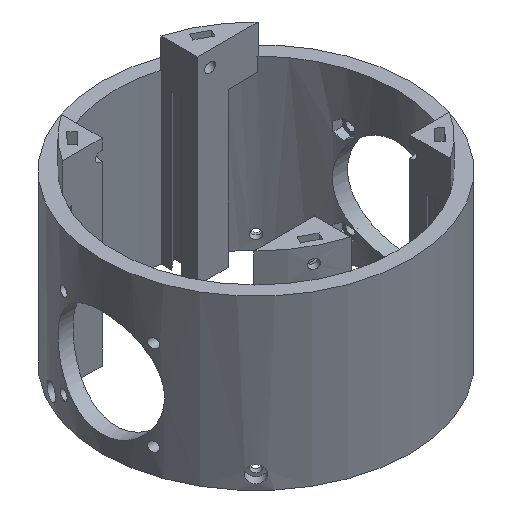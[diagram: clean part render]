
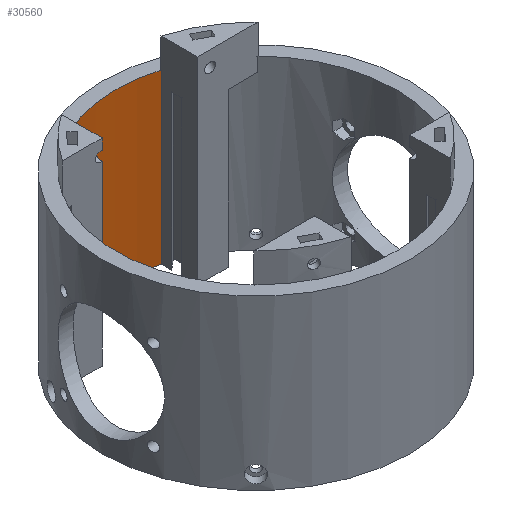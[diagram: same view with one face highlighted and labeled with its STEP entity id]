
A CAD part, isometric view. The second image highlights one B-rep face of the part: STEP entity #30560.
In plain terms, the highlighted cylindrical face has radius 50 mm (diameter 100 mm), a partial arc.
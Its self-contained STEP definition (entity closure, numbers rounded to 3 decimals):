
#5658 = PLANE('',#5659);
#5659 = AXIS2_PLACEMENT_3D('',#5660,#5661,#5662);
#5660 = CARTESIAN_POINT('',(0.,0.,0.));
#5661 = DIRECTION('',(0.,0.,-1.));
#5662 = DIRECTION('',(1.,0.,0.));
#5711 = PLANE('',#5712);
#5712 = AXIS2_PLACEMENT_3D('',#5713,#5714,#5715);
#5713 = CARTESIAN_POINT('',(0.,0.,60.));
#5714 = DIRECTION('',(0.,0.,1.));
#5715 = DIRECTION('',(1.,0.,0.));
#25984 = VERTEX_POINT('',#25985);
#25985 = CARTESIAN_POINT('',(-27.9,41.492,60.));
#26016 = EDGE_CURVE('',#25984,#26017,#26019,.T.);
#26017 = VERTEX_POINT('',#26018);
#26018 = CARTESIAN_POINT('',(14.1,47.971,60.));
#26019 = SURFACE_CURVE('',#26020,(#26025,#26036),.PCURVE_S1.);
#26020 = CIRCLE('',#26021,50.);
#26021 = AXIS2_PLACEMENT_3D('',#26022,#26023,#26024);
#26022 = CARTESIAN_POINT('',(0.,0.,60.));
#26023 = DIRECTION('',(0.,0.,-1.));
#26024 = DIRECTION('',(1.,0.,0.));
#26025 = PCURVE('',#5711,#26026);
#26026 = DEFINITIONAL_REPRESENTATION('',(#26027),#26035);
#26027 = ( BOUNDED_CURVE() B_SPLINE_CURVE(2,(#26028,#26029,#26030,#26031
    ,#26032,#26033,#26034),.UNSPECIFIED.,.F.,.F.) 
B_SPLINE_CURVE_WITH_KNOTS((1,2,2,2,2,1),(-2.094,0.,
    2.094,4.189,6.283,8.378),
.UNSPECIFIED.) CURVE() GEOMETRIC_REPRESENTATION_ITEM() 
RATIONAL_B_SPLINE_CURVE((1.,0.5,1.,0.5,1.,0.5,1.)) REPRESENTATION_ITEM(
  '') );
#26028 = CARTESIAN_POINT('',(50.,0.));
#26029 = CARTESIAN_POINT('',(50.,-86.603));
#26030 = CARTESIAN_POINT('',(-25.,-43.301));
#26031 = CARTESIAN_POINT('',(-100.,0.));
#26032 = CARTESIAN_POINT('',(-25.,43.301));
#26033 = CARTESIAN_POINT('',(50.,86.603));
#26034 = CARTESIAN_POINT('',(50.,0.));
#26035 = ( GEOMETRIC_REPRESENTATION_CONTEXT(2) 
PARAMETRIC_REPRESENTATION_CONTEXT() REPRESENTATION_CONTEXT('2D SPACE',''
  ) );
#26036 = PCURVE('',#26037,#26042);
#26037 = CYLINDRICAL_SURFACE('',#26038,50.);
#26038 = AXIS2_PLACEMENT_3D('',#26039,#26040,#26041);
#26039 = CARTESIAN_POINT('',(0.,0.,100.));
#26040 = DIRECTION('',(0.,0.,-1.));
#26041 = DIRECTION('',(1.,0.,0.));
#26042 = DEFINITIONAL_REPRESENTATION('',(#26043),#26047);
#26043 = LINE('',#26044,#26045);
#26044 = CARTESIAN_POINT('',(0.,40.));
#26045 = VECTOR('',#26046,1.);
#26046 = DIRECTION('',(1.,0.));
#26047 = ( GEOMETRIC_REPRESENTATION_CONTEXT(2) 
PARAMETRIC_REPRESENTATION_CONTEXT() REPRESENTATION_CONTEXT('2D SPACE',''
  ) );
#26064 = PLANE('',#26065);
#26065 = AXIS2_PLACEMENT_3D('',#26066,#26067,#26068);
#26066 = CARTESIAN_POINT('',(14.1,48.,60.));
#26067 = DIRECTION('',(-1.,0.,0.));
#26068 = DIRECTION('',(0.,0.,-1.));
#26832 = PLANE('',#26833);
#26833 = AXIS2_PLACEMENT_3D('',#26834,#26835,#26836);
#26834 = CARTESIAN_POINT('',(-27.9,36.06,0.));
#26835 = DIRECTION('',(-1.,0.,0.));
#26836 = DIRECTION('',(0.,0.,-1.));
#26980 = VERTEX_POINT('',#26981);
#26981 = CARTESIAN_POINT('',(-21.057,45.35,0.)
  );
#26995 = PLANE('',#26996);
#26996 = AXIS2_PLACEMENT_3D('',#26997,#26998,#26999);
#26997 = CARTESIAN_POINT('',(-24.1,45.35,0.));
#26998 = DIRECTION('',(0.,1.,0.));
#26999 = DIRECTION('',(1.,0.,0.));
#27007 = EDGE_CURVE('',#26980,#27008,#27010,.T.);
#27008 = VERTEX_POINT('',#27009);
#27009 = CARTESIAN_POINT('',(14.1,47.971,
    0.));
#27010 = SURFACE_CURVE('',#27011,(#27016,#27023),.PCURVE_S1.);
#27011 = CIRCLE('',#27012,50.);
#27012 = AXIS2_PLACEMENT_3D('',#27013,#27014,#27015);
#27013 = CARTESIAN_POINT('',(0.,0.,0.));
#27014 = DIRECTION('',(0.,0.,-1.));
#27015 = DIRECTION('',(1.,0.,0.));
#27016 = PCURVE('',#5658,#27017);
#27017 = DEFINITIONAL_REPRESENTATION('',(#27018),#27022);
#27018 = CIRCLE('',#27019,50.);
#27019 = AXIS2_PLACEMENT_2D('',#27020,#27021);
#27020 = CARTESIAN_POINT('',(0.,0.));
#27021 = DIRECTION('',(1.,0.));
#27022 = ( GEOMETRIC_REPRESENTATION_CONTEXT(2) 
PARAMETRIC_REPRESENTATION_CONTEXT() REPRESENTATION_CONTEXT('2D SPACE',''
  ) );
#27023 = PCURVE('',#26037,#27024);
#27024 = DEFINITIONAL_REPRESENTATION('',(#27025),#27029);
#27025 = LINE('',#27026,#27027);
#27026 = CARTESIAN_POINT('',(0.,100.));
#27027 = VECTOR('',#27028,1.);
#27028 = DIRECTION('',(1.,0.));
#27029 = ( GEOMETRIC_REPRESENTATION_CONTEXT(2) 
PARAMETRIC_REPRESENTATION_CONTEXT() REPRESENTATION_CONTEXT('2D SPACE',''
  ) );
#30560 = ADVANCED_FACE('',(#30561),#26037,.F.);
#30561 = FACE_BOUND('',#30562,.F.);
#30562 = EDGE_LOOP('',(#30563,#30564,#30585,#30586,#30607,#30640));
#30563 = ORIENTED_EDGE('',*,*,#26016,.T.);
#30564 = ORIENTED_EDGE('',*,*,#30565,.T.);
#30565 = EDGE_CURVE('',#26017,#27008,#30566,.T.);
#30566 = SURFACE_CURVE('',#30567,(#30571,#30578),.PCURVE_S1.);
#30567 = LINE('',#30568,#30569);
#30568 = CARTESIAN_POINT('',(14.1,47.971,100.));
#30569 = VECTOR('',#30570,1.);
#30570 = DIRECTION('',(0.,0.,-1.));
#30571 = PCURVE('',#26037,#30572);
#30572 = DEFINITIONAL_REPRESENTATION('',(#30573),#30577);
#30573 = LINE('',#30574,#30575);
#30574 = CARTESIAN_POINT('',(4.998,0.));
#30575 = VECTOR('',#30576,1.);
#30576 = DIRECTION('',(0.,1.));
#30577 = ( GEOMETRIC_REPRESENTATION_CONTEXT(2) 
PARAMETRIC_REPRESENTATION_CONTEXT() REPRESENTATION_CONTEXT('2D SPACE',''
  ) );
#30578 = PCURVE('',#26064,#30579);
#30579 = DEFINITIONAL_REPRESENTATION('',(#30580),#30584);
#30580 = LINE('',#30581,#30582);
#30581 = CARTESIAN_POINT('',(-40.,0.029));
#30582 = VECTOR('',#30583,1.);
#30583 = DIRECTION('',(1.,0.));
#30584 = ( GEOMETRIC_REPRESENTATION_CONTEXT(2) 
PARAMETRIC_REPRESENTATION_CONTEXT() REPRESENTATION_CONTEXT('2D SPACE',''
  ) );
#30585 = ORIENTED_EDGE('',*,*,#27007,.F.);
#30586 = ORIENTED_EDGE('',*,*,#30587,.F.);
#30587 = EDGE_CURVE('',#30588,#26980,#30590,.T.);
#30588 = VERTEX_POINT('',#30589);
#30589 = CARTESIAN_POINT('',(-21.057,45.35,55.));
#30590 = SURFACE_CURVE('',#30591,(#30595,#30601),.PCURVE_S1.);
#30591 = LINE('',#30592,#30593);
#30592 = CARTESIAN_POINT('',(-21.057,45.35,100.));
#30593 = VECTOR('',#30594,1.);
#30594 = DIRECTION('',(0.,0.,-1.));
#30595 = PCURVE('',#26037,#30596);
#30596 = DEFINITIONAL_REPRESENTATION('',(#30597),#30600);
#30597 = B_SPLINE_CURVE_WITH_KNOTS('',1,(#30598,#30599),.UNSPECIFIED.,
  .F.,.F.,(2,2),(39.5,100.),.PIECEWISE_BEZIER_KNOTS.);
#30598 = CARTESIAN_POINT('',(4.278,39.5));
#30599 = CARTESIAN_POINT('',(4.278,100.));
#30600 = ( GEOMETRIC_REPRESENTATION_CONTEXT(2) 
PARAMETRIC_REPRESENTATION_CONTEXT() REPRESENTATION_CONTEXT('2D SPACE',''
  ) );
#30601 = PCURVE('',#26995,#30602);
#30602 = DEFINITIONAL_REPRESENTATION('',(#30603),#30606);
#30603 = B_SPLINE_CURVE_WITH_KNOTS('',1,(#30604,#30605),.UNSPECIFIED.,
  .F.,.F.,(2,2),(39.5,100.),.PIECEWISE_BEZIER_KNOTS.);
#30604 = CARTESIAN_POINT('',(3.043,-60.5));
#30605 = CARTESIAN_POINT('',(3.043,0.));
#30606 = ( GEOMETRIC_REPRESENTATION_CONTEXT(2) 
PARAMETRIC_REPRESENTATION_CONTEXT() REPRESENTATION_CONTEXT('2D SPACE',''
  ) );
#30607 = ORIENTED_EDGE('',*,*,#30608,.F.);
#30608 = EDGE_CURVE('',#30609,#30588,#30611,.T.);
#30609 = VERTEX_POINT('',#30610);
#30610 = CARTESIAN_POINT('',(-27.9,41.492,55.));
#30611 = SURFACE_CURVE('',#30612,(#30617,#30624),.PCURVE_S1.);
#30612 = CIRCLE('',#30613,50.);
#30613 = AXIS2_PLACEMENT_3D('',#30614,#30615,#30616);
#30614 = CARTESIAN_POINT('',(0.,0.,55.));
#30615 = DIRECTION('',(0.,0.,-1.));
#30616 = DIRECTION('',(1.,0.,0.));
#30617 = PCURVE('',#26037,#30618);
#30618 = DEFINITIONAL_REPRESENTATION('',(#30619),#30623);
#30619 = LINE('',#30620,#30621);
#30620 = CARTESIAN_POINT('',(0.,45.));
#30621 = VECTOR('',#30622,1.);
#30622 = DIRECTION('',(1.,0.));
#30623 = ( GEOMETRIC_REPRESENTATION_CONTEXT(2) 
PARAMETRIC_REPRESENTATION_CONTEXT() REPRESENTATION_CONTEXT('2D SPACE',''
  ) );
#30624 = PCURVE('',#30625,#30630);
#30625 = PLANE('',#30626);
#30626 = AXIS2_PLACEMENT_3D('',#30627,#30628,#30629);
#30627 = CARTESIAN_POINT('',(-24.1,45.35,55.));
#30628 = DIRECTION('',(0.,0.,1.));
#30629 = DIRECTION('',(1.,0.,0.));
#30630 = DEFINITIONAL_REPRESENTATION('',(#30631),#30639);
#30631 = ( BOUNDED_CURVE() B_SPLINE_CURVE(2,(#30632,#30633,#30634,#30635
    ,#30636,#30637,#30638),.UNSPECIFIED.,.F.,.F.) 
B_SPLINE_CURVE_WITH_KNOTS((1,2,2,2,2,1),(-2.094,0.,
    2.094,4.189,6.283,8.378),
.UNSPECIFIED.) CURVE() GEOMETRIC_REPRESENTATION_ITEM() 
RATIONAL_B_SPLINE_CURVE((1.,0.5,1.,0.5,1.,0.5,1.)) REPRESENTATION_ITEM(
  '') );
#30632 = CARTESIAN_POINT('',(74.1,-45.35));
#30633 = CARTESIAN_POINT('',(74.1,-131.953));
#30634 = CARTESIAN_POINT('',(-0.9,-88.651));
#30635 = CARTESIAN_POINT('',(-75.9,-45.35));
#30636 = CARTESIAN_POINT('',(-0.9,-2.049));
#30637 = CARTESIAN_POINT('',(74.1,41.253));
#30638 = CARTESIAN_POINT('',(74.1,-45.35));
#30639 = ( GEOMETRIC_REPRESENTATION_CONTEXT(2) 
PARAMETRIC_REPRESENTATION_CONTEXT() REPRESENTATION_CONTEXT('2D SPACE',''
  ) );
#30640 = ORIENTED_EDGE('',*,*,#30641,.T.);
#30641 = EDGE_CURVE('',#30609,#25984,#30642,.T.);
#30642 = SURFACE_CURVE('',#30643,(#30647,#30654),.PCURVE_S1.);
#30643 = LINE('',#30644,#30645);
#30644 = CARTESIAN_POINT('',(-27.9,41.492,55.));
#30645 = VECTOR('',#30646,1.);
#30646 = DIRECTION('',(0.,0.,1.));
#30647 = PCURVE('',#26037,#30648);
#30648 = DEFINITIONAL_REPRESENTATION('',(#30649),#30653);
#30649 = LINE('',#30650,#30651);
#30650 = CARTESIAN_POINT('',(4.12,45.));
#30651 = VECTOR('',#30652,1.);
#30652 = DIRECTION('',(0.,-1.));
#30653 = ( GEOMETRIC_REPRESENTATION_CONTEXT(2) 
PARAMETRIC_REPRESENTATION_CONTEXT() REPRESENTATION_CONTEXT('2D SPACE',''
  ) );
#30654 = PCURVE('',#26832,#30655);
#30655 = DEFINITIONAL_REPRESENTATION('',(#30656),#30660);
#30656 = LINE('',#30657,#30658);
#30657 = CARTESIAN_POINT('',(-55.,-5.432));
#30658 = VECTOR('',#30659,1.);
#30659 = DIRECTION('',(-1.,0.));
#30660 = ( GEOMETRIC_REPRESENTATION_CONTEXT(2) 
PARAMETRIC_REPRESENTATION_CONTEXT() REPRESENTATION_CONTEXT('2D SPACE',''
  ) );
